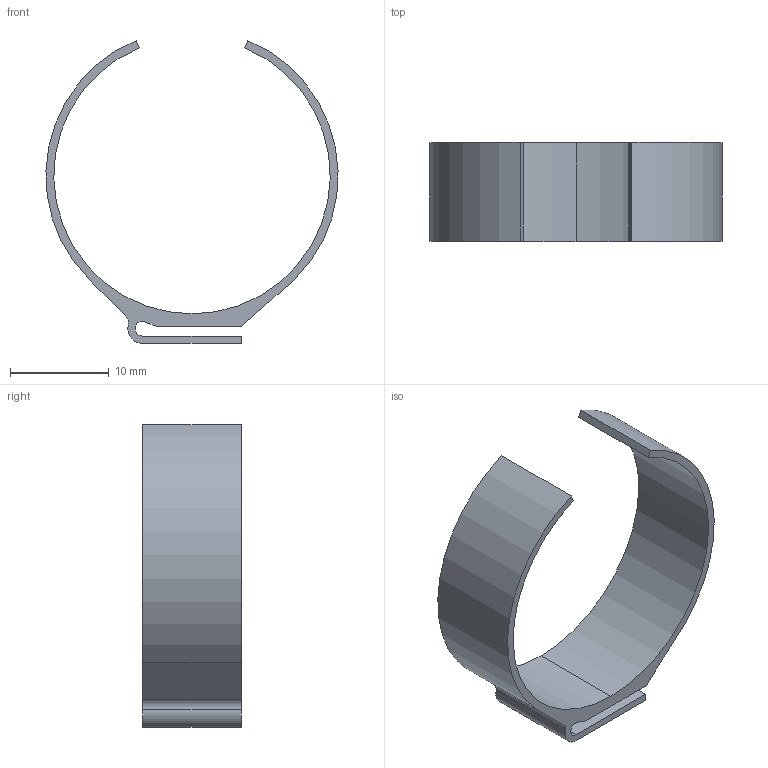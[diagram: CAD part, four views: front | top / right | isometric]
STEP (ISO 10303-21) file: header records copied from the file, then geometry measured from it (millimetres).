
FILE_DESCRIPTION (( 'STEP AP203' ), '1' );
FILE_NAME ('Button318f.STEP', '2019-05-29T13:37:32', ( '' ), ( '' ), 'SwSTEP 2.0', 'SolidWorks 2018', '' );
FILE_SCHEMA (( 'CONFIG_CONTROL_DESIGN' ));
Length unit declared in the file: millimetre
Products named in the file (1): Button318f
Bounding box: 29.58 x 10 x 30.67 mm (x, y, z)
Volume: 832.5 mm3; surface area: 2043.5 mm2
Topology: 1 solids, 1 shells, 26 faces, 72 edges, 48 vertices
Faces by surface type: plane 19, cylinder 7
Entity records: 907 total; most frequent: CARTESIAN_POINT 147, ORIENTED_EDGE 144, DIRECTION 140, EDGE_CURVE 72, VECTOR 58, LINE 58, VERTEX_POINT 48, AXIS2_PLACEMENT_3D 41
